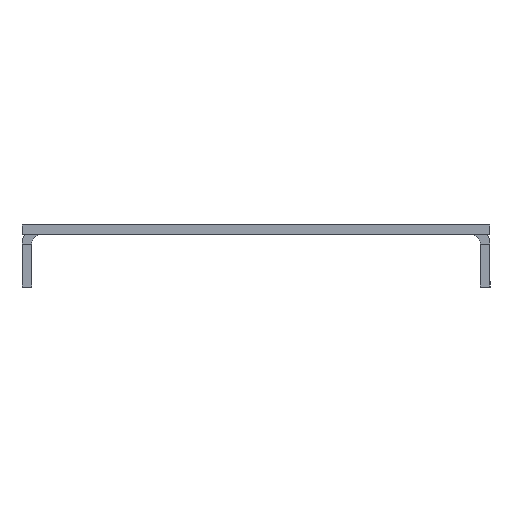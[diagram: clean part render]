
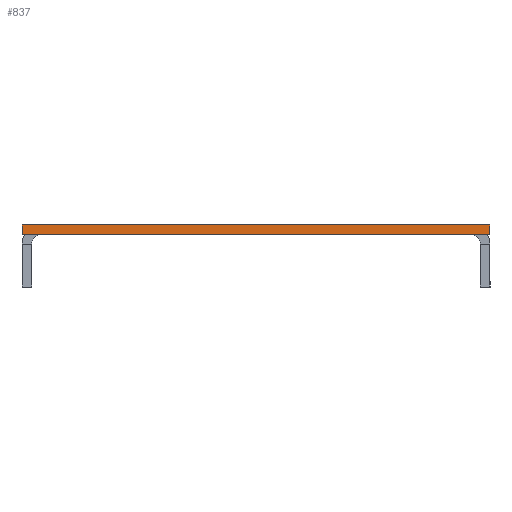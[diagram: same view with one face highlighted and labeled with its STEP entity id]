
A CAD part, left-side view. The second image highlights one B-rep face of the part: STEP entity #837.
In plain terms, the highlighted planar face has unit normal (-1, 0, 0).
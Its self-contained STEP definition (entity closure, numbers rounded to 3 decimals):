
#15 = DIRECTION ( 'NONE',  ( -1., 0., 0. ) ) ;
#20 = VECTOR ( 'NONE', #135, 1000. ) ;
#29 = CARTESIAN_POINT ( 'NONE',  ( -265., -24.5, -1. ) ) ;
#45 = DIRECTION ( 'NONE',  ( 0., 0., 1. ) ) ;
#80 = CARTESIAN_POINT ( 'NONE',  ( -265., 24.5, -1. ) ) ;
#99 = CARTESIAN_POINT ( 'NONE',  ( -265., 24.5, -1. ) ) ;
#128 = LINE ( 'NONE', #99, #886 ) ;
#130 = VERTEX_POINT ( 'NONE', #80 ) ;
#135 = DIRECTION ( 'NONE',  ( 0., -1., 0. ) ) ;
#140 = DIRECTION ( 'NONE',  ( 0., 0., 1. ) ) ;
#190 = ORIENTED_EDGE ( 'NONE', *, *, #385, .F. ) ;
#211 = EDGE_LOOP ( 'NONE', ( #450, #190, #809, #263 ) ) ;
#263 = ORIENTED_EDGE ( 'NONE', *, *, #372, .T. ) ;
#285 = EDGE_CURVE ( 'NONE', #130, #913, #128, .T. ) ;
#299 = CARTESIAN_POINT ( 'NONE',  ( -265., 24.5, -1. ) ) ;
#354 = LINE ( 'NONE', #908, #703 ) ;
#372 = EDGE_CURVE ( 'NONE', #913, #982, #354, .T. ) ;
#385 = EDGE_CURVE ( 'NONE', #130, #1186, #961, .T. ) ;
#430 = VECTOR ( 'NONE', #45, 1000. ) ;
#434 = CARTESIAN_POINT ( 'NONE',  ( -265., 24.5, 0. ) ) ;
#450 = ORIENTED_EDGE ( 'NONE', *, *, #485, .F. ) ;
#485 = EDGE_CURVE ( 'NONE', #1186, #982, #1151, .T. ) ;
#494 = DIRECTION ( 'NONE',  ( 0., -1., 0. ) ) ;
#534 = CARTESIAN_POINT ( 'NONE',  ( -265., 24.5, -1. ) ) ;
#582 = PLANE ( 'NONE',  #891 ) ;
#596 = FACE_OUTER_BOUND ( 'NONE', #211, .T. ) ;
#703 = VECTOR ( 'NONE', #140, 1000. ) ;
#756 = CARTESIAN_POINT ( 'NONE',  ( -265., 24.5, 0. ) ) ;
#809 = ORIENTED_EDGE ( 'NONE', *, *, #285, .T. ) ;
#837 = ADVANCED_FACE ( 'NONE', ( #596 ), #582, .T. ) ;
#886 = VECTOR ( 'NONE', #494, 1000. ) ;
#889 = DIRECTION ( 'NONE',  ( 0., 0., 1. ) ) ;
#891 = AXIS2_PLACEMENT_3D ( 'NONE', #299, #15, #889 ) ;
#908 = CARTESIAN_POINT ( 'NONE',  ( -265., -24.5, -1. ) ) ;
#913 = VERTEX_POINT ( 'NONE', #29 ) ;
#961 = LINE ( 'NONE', #534, #430 ) ;
#982 = VERTEX_POINT ( 'NONE', #993 ) ;
#993 = CARTESIAN_POINT ( 'NONE',  ( -265., -24.5, 0. ) ) ;
#1151 = LINE ( 'NONE', #434, #20 ) ;
#1186 = VERTEX_POINT ( 'NONE', #756 ) ;
